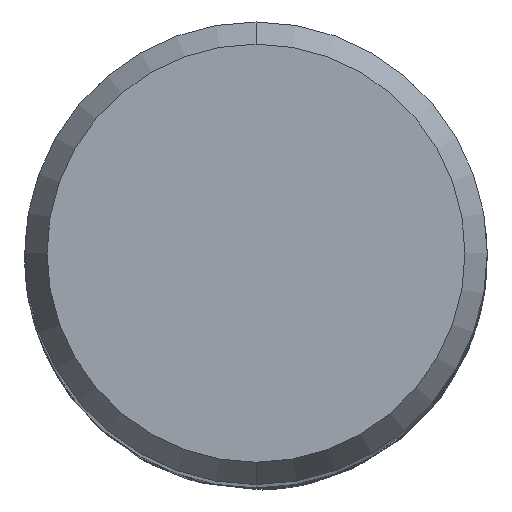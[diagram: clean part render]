
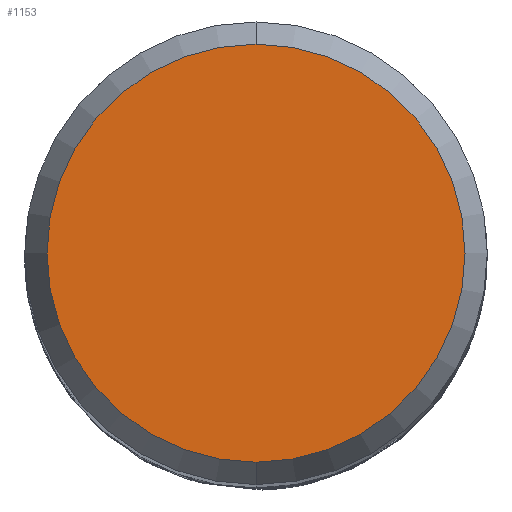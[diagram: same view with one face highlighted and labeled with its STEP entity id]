
A CAD part, top view. The second image highlights one B-rep face of the part: STEP entity #1153.
In plain terms, the highlighted planar face has unit normal (0, 0, 1).
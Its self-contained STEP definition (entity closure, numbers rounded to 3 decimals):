
#719=VERTEX_POINT('',#1915);
#741=EDGE_CURVE('',#1105,#719,#1938,.T.);
#1105=VERTEX_POINT('',#2336);
#1153=ADVANCED_FACE('',(#2388),#2389,.T.);
#1641=EDGE_CURVE('',#719,#1105,#2918,.T.);
#1915=CARTESIAN_POINT('',(0.,-5.423,0.0));
#1938=CIRCLE('',#3605,5.423);
#2336=CARTESIAN_POINT('',(0.0,5.423,0.0));
#2388=FACE_OUTER_BOUND('',#10071,.T.);
#2389=PLANE('',#10072);
#2918=CIRCLE('',#14953,5.423);
#3605=AXIS2_PLACEMENT_3D('',#16978,#16979,#16980);
#10071=EDGE_LOOP('',(#17434,#17435));
#10072=AXIS2_PLACEMENT_3D('',#17436,#17437,#17438);
#14953=AXIS2_PLACEMENT_3D('',#17917,#17918,#17919);
#16978=CARTESIAN_POINT('',(0.0,0.0,0.0));
#16979=DIRECTION('',(0.0,0.0,-1.0));
#16980=DIRECTION('',(0.0,1.0,0.0));
#17434=ORIENTED_EDGE('',*,*,#741,.F.);
#17435=ORIENTED_EDGE('',*,*,#1641,.F.);
#17436=CARTESIAN_POINT('',(0.0,2.711,0.0));
#17437=DIRECTION('',(-0.0,0.0,1.0));
#17438=DIRECTION('',(0.0,-1.0,0.0));
#17917=CARTESIAN_POINT('',(0.0,0.0,0.0));
#17918=DIRECTION('',(0.0,0.0,-1.0));
#17919=DIRECTION('',(0.0,1.0,0.0));
